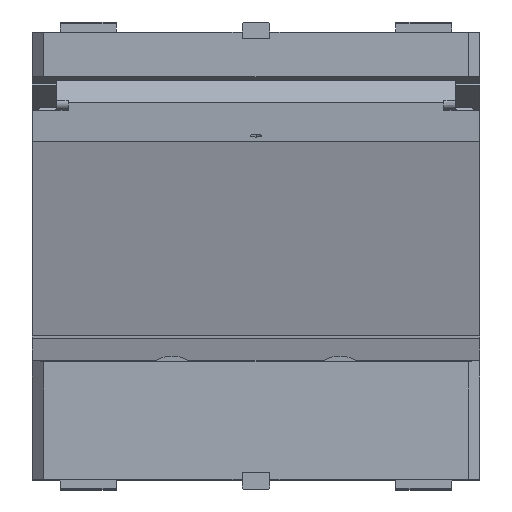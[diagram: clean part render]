
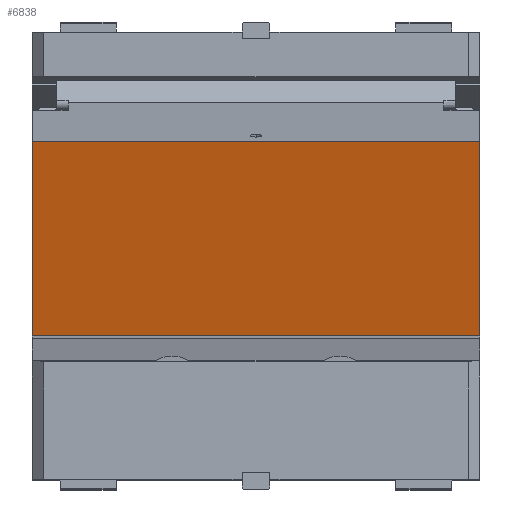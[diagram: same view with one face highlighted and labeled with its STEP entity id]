
A CAD part, top view. The second image highlights one B-rep face of the part: STEP entity #6838.
In plain terms, the highlighted planar face has unit normal (0, -0.259, 0.966).
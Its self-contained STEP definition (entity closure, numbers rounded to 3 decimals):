
#5710=CARTESIAN_POINT('Vertex',(200.,86.933,23.294)) ;
#5713=CARTESIAN_POINT('Line Origine',(200.,0.,0.)) ;
#5717=CARTESIAN_POINT('Vertex',(200.,-86.933,-23.294)) ;
#6101=CARTESIAN_POINT('Vertex',(-200.,86.933,23.294)) ;
#6104=CARTESIAN_POINT('Line Origine',(0.,86.933,23.294)) ;
#6815=CARTESIAN_POINT('Axis2P3D Location',(200.,86.933,23.294)) ;
#6820=CARTESIAN_POINT('Line Origine',(0.,-86.933,-23.294)) ;
#6824=CARTESIAN_POINT('Vertex',(-200.,-86.933,-23.294)) ;
#6827=CARTESIAN_POINT('Line Origine',(-200.,0.,0.)) ;
#5714=DIRECTION('Vector Direction',(0.,-0.966,-0.259)) ;
#6105=DIRECTION('Vector Direction',(-1.,0.,0.)) ;
#6816=DIRECTION('Axis2P3D Direction',(0.,0.259,-0.966)) ;
#6817=DIRECTION('Axis2P3D XDirection',(0.,0.966,0.259)) ;
#6821=DIRECTION('Vector Direction',(-1.,0.,0.)) ;
#6828=DIRECTION('Vector Direction',(0.,-0.966,-0.259)) ;
#6818=AXIS2_PLACEMENT_3D('Plane Axis2P3D',#6815,#6816,#6817) ;
#6833=ORIENTED_EDGE('',*,*,#6826,.F.) ;
#6834=ORIENTED_EDGE('',*,*,#5719,.F.) ;
#6835=ORIENTED_EDGE('',*,*,#6108,.T.) ;
#6836=ORIENTED_EDGE('',*,*,#6831,.T.) ;
#5715=VECTOR('Line Direction',#5714,1.) ;
#6106=VECTOR('Line Direction',#6105,1.) ;
#6822=VECTOR('Line Direction',#6821,1.) ;
#6829=VECTOR('Line Direction',#6828,1.) ;
#6838=ADVANCED_FACE('CAM SLIDER',(#6837),#6819,.F.) ;
#5719=EDGE_CURVE('',#5711,#5718,#5716,.T.) ;
#6108=EDGE_CURVE('',#5711,#6102,#6107,.T.) ;
#6826=EDGE_CURVE('',#5718,#6825,#6823,.T.) ;
#6831=EDGE_CURVE('',#6102,#6825,#6830,.T.) ;
#6832=EDGE_LOOP('',(#6833,#6834,#6835,#6836)) ;
#6837=FACE_OUTER_BOUND('',#6832,.T.) ;
#5716=LINE('Line',#5713,#5715) ;
#6107=LINE('Line',#6104,#6106) ;
#6823=LINE('Line',#6820,#6822) ;
#6830=LINE('Line',#6827,#6829) ;
#6819=PLANE('Plane',#6818) ;
#5711=VERTEX_POINT('',#5710) ;
#5718=VERTEX_POINT('',#5717) ;
#6102=VERTEX_POINT('',#6101) ;
#6825=VERTEX_POINT('',#6824) ;
